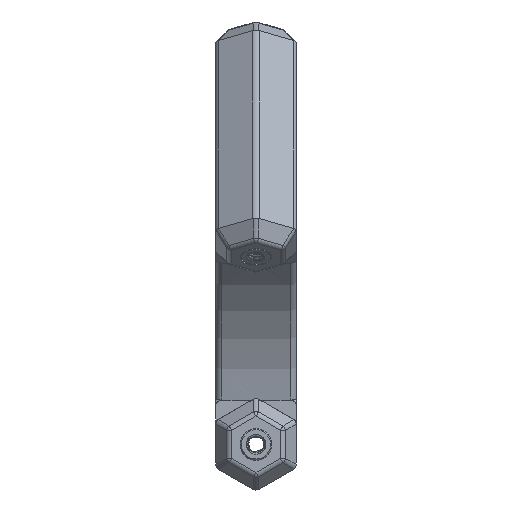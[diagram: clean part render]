
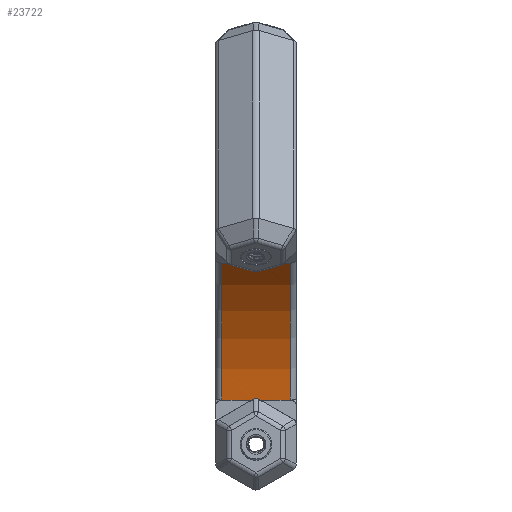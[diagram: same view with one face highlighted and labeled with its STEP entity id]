
A CAD part, left-side view. The second image highlights one B-rep face of the part: STEP entity #23722.
In plain terms, the highlighted cylindrical face has radius 34.781 mm (diameter 69.561 mm), a partial arc.
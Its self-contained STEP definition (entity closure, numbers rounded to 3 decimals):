
#132=ELLIPSE('',#26722,84.131,34.781);
#133=ELLIPSE('',#26728,84.131,34.781);
#139=ELLIPSE('',#26781,84.131,34.781);
#164=ELLIPSE('',#26961,69.561,34.781);
#165=ELLIPSE('',#26962,84.131,34.781);
#166=ELLIPSE('',#26964,69.561,34.781);
#175=ELLIPSE('',#26988,69.561,34.781);
#443=B_SPLINE_CURVE_WITH_KNOTS('',3,(#47178,#47179,#47180,#47181,#47182,
#47183,#47184,#47185,#47186,#47187),.UNSPECIFIED.,.F.,.F.,(4,2,2,2,4),(0.285,
0.289,0.326,0.364,0.368),
 .UNSPECIFIED.);
#444=B_SPLINE_CURVE_WITH_KNOTS('',3,(#47408,#47409,#47410,#47411,#47412,
#47413,#47414,#47415,#47416,#47417,#47418),.UNSPECIFIED.,.F.,.F.,(4,2,3,
2,4),(-0.041,-0.037,0.,0.039,0.041),
 .UNSPECIFIED.);
#652=CYLINDRICAL_SURFACE('',#27025,34.781);
#2106=FACE_OUTER_BOUND('',#3088,.T.);
#3088=EDGE_LOOP('',(#21720,#21721,#21722,#21723,#21724,#21725,#21726,#21727,
#21728,#21729,#21730,#21731,#21732,#21733,#21734,#21735));
#4445=CIRCLE('',#27019,34.781);
#4449=CIRCLE('',#27026,34.781);
#6689=LINE('',#47363,#9148);
#6872=LINE('',#48292,#9331);
#6874=LINE('',#48352,#9333);
#6875=LINE('',#48355,#9334);
#6876=LINE('',#48356,#9335);
#9148=VECTOR('',#33195,10.);
#9331=VECTOR('',#33846,10.);
#9333=VECTOR('',#33868,10.);
#9334=VECTOR('',#33871,10.);
#9335=VECTOR('',#33872,10.);
#12688=VERTEX_POINT('',#47138);
#12689=VERTEX_POINT('',#47140);
#12693=VERTEX_POINT('',#47176);
#12695=VERTEX_POINT('',#47191);
#12728=VERTEX_POINT('',#47358);
#12729=VERTEX_POINT('',#47360);
#12730=VERTEX_POINT('',#47362);
#12735=VERTEX_POINT('',#47406);
#12921=VERTEX_POINT('',#48036);
#12922=VERTEX_POINT('',#48038);
#12923=VERTEX_POINT('',#48042);
#12943=VERTEX_POINT('',#48103);
#12961=VERTEX_POINT('',#48288);
#12963=VERTEX_POINT('',#48309);
#12964=VERTEX_POINT('',#48341);
#12967=VERTEX_POINT('',#48353);
#16506=EDGE_CURVE('',#12689,#12688,#132,.T.);
#16513=EDGE_CURVE('',#12693,#12688,#443,.F.);
#16516=EDGE_CURVE('',#12695,#12693,#133,.F.);
#16577=EDGE_CURVE('',#12729,#12728,#139,.T.);
#16578=EDGE_CURVE('',#12729,#12730,#6689,.T.);
#16590=EDGE_CURVE('',#12735,#12728,#444,.F.);
#16846=EDGE_CURVE('',#12922,#12921,#164,.T.);
#16847=EDGE_CURVE('',#12922,#12735,#165,.F.);
#16849=EDGE_CURVE('',#12923,#12689,#166,.T.);
#16878=EDGE_CURVE('',#12695,#12943,#175,.T.);
#16910=EDGE_CURVE('',#12943,#12961,#6872,.T.);
#16914=EDGE_CURVE('',#12963,#12964,#4445,.T.);
#16919=EDGE_CURVE('',#12923,#12963,#6874,.T.);
#16920=EDGE_CURVE('',#12967,#12961,#4449,.T.);
#16921=EDGE_CURVE('',#12967,#12730,#6875,.T.);
#16922=EDGE_CURVE('',#12921,#12964,#6876,.T.);
#21720=ORIENTED_EDGE('',*,*,#16914,.F.);
#21721=ORIENTED_EDGE('',*,*,#16919,.F.);
#21722=ORIENTED_EDGE('',*,*,#16849,.T.);
#21723=ORIENTED_EDGE('',*,*,#16506,.T.);
#21724=ORIENTED_EDGE('',*,*,#16513,.F.);
#21725=ORIENTED_EDGE('',*,*,#16516,.F.);
#21726=ORIENTED_EDGE('',*,*,#16878,.T.);
#21727=ORIENTED_EDGE('',*,*,#16910,.T.);
#21728=ORIENTED_EDGE('',*,*,#16920,.F.);
#21729=ORIENTED_EDGE('',*,*,#16921,.T.);
#21730=ORIENTED_EDGE('',*,*,#16578,.F.);
#21731=ORIENTED_EDGE('',*,*,#16577,.T.);
#21732=ORIENTED_EDGE('',*,*,#16590,.F.);
#21733=ORIENTED_EDGE('',*,*,#16847,.F.);
#21734=ORIENTED_EDGE('',*,*,#16846,.T.);
#21735=ORIENTED_EDGE('',*,*,#16922,.T.);
#23722=ADVANCED_FACE('',(#2106),#652,.F.);
#26722=AXIS2_PLACEMENT_3D('',#47141,#33036,#33037);
#26728=AXIS2_PLACEMENT_3D('',#47193,#33054,#33055);
#26781=AXIS2_PLACEMENT_3D('',#47361,#33193,#33194);
#26961=AXIS2_PLACEMENT_3D('',#48039,#33706,#33707);
#26962=AXIS2_PLACEMENT_3D('',#48040,#33708,#33709);
#26964=AXIS2_PLACEMENT_3D('',#48044,#33713,#33714);
#26988=AXIS2_PLACEMENT_3D('',#48104,#33777,#33778);
#27019=AXIS2_PLACEMENT_3D('',#48342,#33853,#33854);
#27025=AXIS2_PLACEMENT_3D('',#48351,#33866,#33867);
#27026=AXIS2_PLACEMENT_3D('',#48354,#33869,#33870);
#33036=DIRECTION('center_axis',(0.562,-0.413,-0.716));
#33037=DIRECTION('ref_axis',(0.255,0.911,-0.325));
#33054=DIRECTION('center_axis',(0.562,0.413,-0.716));
#33055=DIRECTION('ref_axis',(0.255,-0.911,-0.325));
#33193=DIRECTION('center_axis',(-0.339,0.413,0.845));
#33194=DIRECTION('ref_axis',(0.154,0.911,-0.384));
#33195=DIRECTION('',(-0.433,-0.866,0.25));
#33706=DIRECTION('center_axis',(-0.75,-0.5,0.433));
#33707=DIRECTION('ref_axis',(0.433,-0.866,-0.25));
#33708=DIRECTION('center_axis',(-0.339,-0.413,0.845));
#33709=DIRECTION('ref_axis',(0.154,-0.911,-0.384));
#33713=DIRECTION('center_axis',(0.,-0.5,
-0.866));
#33714=DIRECTION('ref_axis',(0.,-0.866,0.5));
#33777=DIRECTION('center_axis',(0.,0.5,-0.866));
#33778=DIRECTION('ref_axis',(0.,0.866,0.5));
#33846=DIRECTION('',(0.,-1.,0.));
#33853=DIRECTION('center_axis',(0.,-1.,0.));
#33854=DIRECTION('ref_axis',(0.866,0.,0.5));
#33866=DIRECTION('center_axis',(0.,1.,0.));
#33867=DIRECTION('ref_axis',(0.988,0.,0.157));
#33868=DIRECTION('',(0.,1.,0.));
#33869=DIRECTION('center_axis',(0.,1.,0.));
#33870=DIRECTION('ref_axis',(0.866,0.,0.5));
#33871=DIRECTION('',(0.,1.,0.));
#33872=DIRECTION('',(0.,1.,0.));
#47138=CARTESIAN_POINT('',(-17.077,6.763,-24.1));
#47140=CARTESIAN_POINT('',(-17.06,6.973,-24.207));
#47141=CARTESIAN_POINT('Origin',(-51.407,-30.279,-29.68));
#47176=CARTESIAN_POINT('',(-17.077,5.937,-24.1));
#47178=CARTESIAN_POINT('Ctrl Pts',(-17.077,6.763,-24.1));
#47179=CARTESIAN_POINT('Ctrl Pts',(-17.078,6.751,-24.094));
#47180=CARTESIAN_POINT('Ctrl Pts',(-17.079,6.738,-24.087));
#47181=CARTESIAN_POINT('Ctrl Pts',(-17.089,6.606,-24.027));
#47182=CARTESIAN_POINT('Ctrl Pts',(-17.094,6.475,-23.999));
#47183=CARTESIAN_POINT('Ctrl Pts',(-17.094,6.225,-23.999));
#47184=CARTESIAN_POINT('Ctrl Pts',(-17.089,6.094,-24.027));
#47185=CARTESIAN_POINT('Ctrl Pts',(-17.079,5.962,-24.087));
#47186=CARTESIAN_POINT('Ctrl Pts',(-17.078,5.949,-24.094));
#47187=CARTESIAN_POINT('Ctrl Pts',(-17.077,5.937,-24.1));
#47191=CARTESIAN_POINT('',(-17.06,5.727,-24.207));
#47193=CARTESIAN_POINT('Origin',(-51.407,42.979,-29.68));
#47358=CARTESIAN_POINT('',(-29.41,5.937,-2.739));
#47360=CARTESIAN_POINT('',(-29.494,5.727,-2.671));
#47361=CARTESIAN_POINT('Origin',(-51.407,42.979,-29.68));
#47362=CARTESIAN_POINT('',(-29.495,5.726,-2.67));
#47363=CARTESIAN_POINT('',(-26.549,11.617,-4.371));
#47406=CARTESIAN_POINT('',(-29.41,6.763,-2.739));
#47408=CARTESIAN_POINT('Ctrl Pts',(-29.41,5.937,-2.739));
#47409=CARTESIAN_POINT('Ctrl Pts',(-29.405,5.949,-2.743));
#47410=CARTESIAN_POINT('Ctrl Pts',(-29.4,5.962,-2.747));
#47411=CARTESIAN_POINT('Ctrl Pts',(-29.353,6.094,-2.786));
#47412=CARTESIAN_POINT('Ctrl Pts',(-29.331,6.225,-2.804));
#47413=CARTESIAN_POINT('Ctrl Pts',(-29.331,6.35,-2.804));
#47414=CARTESIAN_POINT('Ctrl Pts',(-29.331,6.48,-2.804));
#47415=CARTESIAN_POINT('Ctrl Pts',(-29.354,6.616,-2.785));
#47416=CARTESIAN_POINT('Ctrl Pts',(-29.403,6.747,-2.745));
#47417=CARTESIAN_POINT('Ctrl Pts',(-29.407,6.755,-2.742));
#47418=CARTESIAN_POINT('Ctrl Pts',(-29.41,6.763,-2.739));
#48036=CARTESIAN_POINT('',(-29.495,6.974,-2.67));
#48038=CARTESIAN_POINT('',(-29.494,6.973,-2.671));
#48039=CARTESIAN_POINT('Origin',(-51.407,16.452,-29.68));
#48040=CARTESIAN_POINT('Origin',(-51.407,-30.279,-29.68));
#48042=CARTESIAN_POINT('',(-17.06,6.974,-24.208));
#48044=CARTESIAN_POINT('Origin',(-51.407,16.452,-29.68));
#48103=CARTESIAN_POINT('',(-17.06,5.726,-24.208));
#48104=CARTESIAN_POINT('Origin',(-51.407,-3.752,-29.68));
#48288=CARTESIAN_POINT('',(-17.06,1.,-24.208));
#48292=CARTESIAN_POINT('',(-17.06,0.,-24.208));
#48309=CARTESIAN_POINT('',(-17.06,11.7,-24.208));
#48341=CARTESIAN_POINT('',(-29.495,11.7,-2.67));
#48342=CARTESIAN_POINT('Origin',(-51.407,11.7,-29.68));
#48351=CARTESIAN_POINT('Origin',(-51.407,0.,-29.68));
#48352=CARTESIAN_POINT('',(-17.06,0.,-24.208));
#48353=CARTESIAN_POINT('',(-29.495,1.,-2.67));
#48354=CARTESIAN_POINT('Origin',(-51.407,1.,-29.68));
#48355=CARTESIAN_POINT('',(-29.495,0.,-2.67));
#48356=CARTESIAN_POINT('',(-29.495,0.,-2.67));
